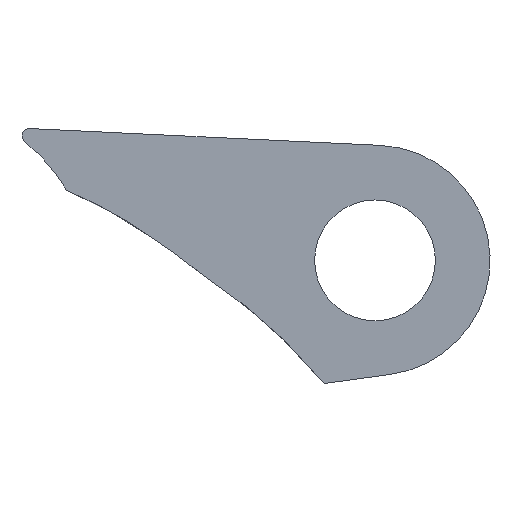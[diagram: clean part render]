
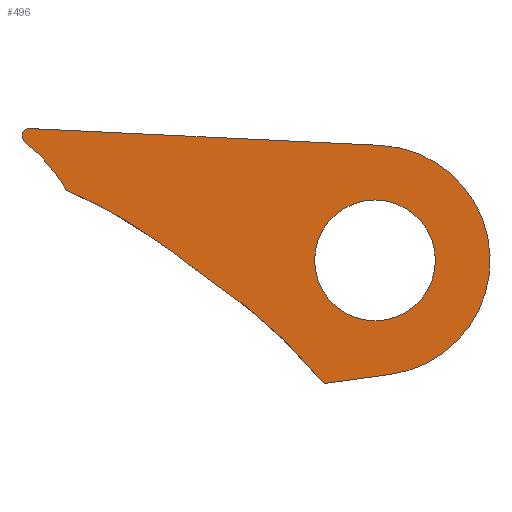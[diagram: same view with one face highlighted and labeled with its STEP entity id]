
A CAD part, left-side view. The second image highlights one B-rep face of the part: STEP entity #496.
In plain terms, the highlighted planar face has unit normal (-1, 0, 0).
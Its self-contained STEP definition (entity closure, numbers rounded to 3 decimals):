
#57=CARTESIAN_POINT('Axis2P3D Location',(10.299,-33.956,0.)) ;
#61=CARTESIAN_POINT('Vertex',(10.299,-38.156,0.)) ;
#63=CARTESIAN_POINT('Vertex',(10.299,-33.956,4.2)) ;
#97=CARTESIAN_POINT('Axis2P3D Location',(10.299,-33.956,0.)) ;
#101=CARTESIAN_POINT('Vertex',(10.299,-29.756,0.)) ;
#128=CARTESIAN_POINT('Axis2P3D Location',(10.299,-33.956,0.)) ;
#132=CARTESIAN_POINT('Vertex',(10.299,-41.948,0.349)) ;
#134=CARTESIAN_POINT('Vertex',(10.299,-35.035,-7.927)) ;
#168=CARTESIAN_POINT('Axis2P3D Location',(10.299,-33.956,0.)) ;
#172=CARTESIAN_POINT('Vertex',(10.299,-34.34,7.991)) ;
#199=CARTESIAN_POINT('Axis2P3D Location',(10.299,-33.956,0.)) ;
#203=CARTESIAN_POINT('Vertex',(10.299,-33.956,-4.2)) ;
#235=CARTESIAN_POINT('Axis2P3D Location',(10.299,-33.956,0.)) ;
#259=CARTESIAN_POINT('Vertex',(10.299,-19.962,0.553)) ;
#275=CARTESIAN_POINT('Vertex',(10.299,-21.737,-0.834)) ;
#279=CARTESIAN_POINT('Control Point',(10.299,-21.737,-0.834)) ;
#280=CARTESIAN_POINT('Control Point',(10.299,-21.158,-0.355)) ;
#281=CARTESIAN_POINT('Control Point',(10.299,-20.566,0.107)) ;
#282=CARTESIAN_POINT('Control Point',(10.299,-19.962,0.553)) ;
#303=CARTESIAN_POINT('Line Origine',(10.299,-32.728,-8.241)) ;
#307=CARTESIAN_POINT('Vertex',(10.299,-30.42,-8.555)) ;
#338=CARTESIAN_POINT('Control Point',(10.299,-30.42,-8.555)) ;
#339=CARTESIAN_POINT('Control Point',(10.299,-28.651,-6.404)) ;
#340=CARTESIAN_POINT('Control Point',(10.299,-26.552,-4.337)) ;
#341=CARTESIAN_POINT('Control Point',(10.299,-24.209,-2.454)) ;
#342=CARTESIAN_POINT('Control Point',(10.299,-21.737,-0.834)) ;
#360=CARTESIAN_POINT('Control Point',(10.299,-19.962,0.553)) ;
#361=CARTESIAN_POINT('Control Point',(10.299,-17.611,2.288)) ;
#362=CARTESIAN_POINT('Control Point',(10.299,-15.072,3.765)) ;
#363=CARTESIAN_POINT('Control Point',(10.299,-12.532,4.877)) ;
#364=CARTESIAN_POINT('Vertex',(10.299,-12.531,4.877)) ;
#399=CARTESIAN_POINT('Vertex',(10.299,-9.948,9.162)) ;
#402=CARTESIAN_POINT('Line Origine',(10.299,-22.144,8.576)) ;
#458=CARTESIAN_POINT('Axis2P3D Location',(10.299,3.044,0.)) ;
#464=CARTESIAN_POINT('Control Point',(10.299,-9.608,8.275)) ;
#465=CARTESIAN_POINT('Control Point',(10.299,-9.414,8.434)) ;
#466=CARTESIAN_POINT('Control Point',(10.299,-9.316,8.714)) ;
#467=CARTESIAN_POINT('Control Point',(10.299,-9.437,9.031)) ;
#468=CARTESIAN_POINT('Control Point',(10.299,-9.698,9.174)) ;
#469=CARTESIAN_POINT('Control Point',(10.299,-9.948,9.162)) ;
#470=CARTESIAN_POINT('Vertex',(10.299,-9.608,8.275)) ;
#474=CARTESIAN_POINT('Control Point',(10.299,-9.608,8.275)) ;
#475=CARTESIAN_POINT('Control Point',(10.299,-10.771,7.325)) ;
#476=CARTESIAN_POINT('Control Point',(10.299,-11.766,6.169)) ;
#477=CARTESIAN_POINT('Control Point',(10.299,-12.532,4.877)) ;
#58=DIRECTION('Axis2P3D Direction',(1.,0.,0.)) ;
#98=DIRECTION('Axis2P3D Direction',(1.,0.,0.)) ;
#129=DIRECTION('Axis2P3D Direction',(1.,0.,0.)) ;
#169=DIRECTION('Axis2P3D Direction',(1.,0.,0.)) ;
#200=DIRECTION('Axis2P3D Direction',(1.,0.,0.)) ;
#236=DIRECTION('Axis2P3D Direction',(1.,0.,0.)) ;
#304=DIRECTION('Vector Direction',(0.,0.991,-0.135)) ;
#403=DIRECTION('Vector Direction',(0.,0.999,0.048)) ;
#459=DIRECTION('Axis2P3D Direction',(1.,0.,0.)) ;
#460=DIRECTION('Axis2P3D XDirection',(0.,-1.,0.)) ;
#59=AXIS2_PLACEMENT_3D('Circle Axis2P3D',#57,#58,$) ;
#99=AXIS2_PLACEMENT_3D('Circle Axis2P3D',#97,#98,$) ;
#130=AXIS2_PLACEMENT_3D('Circle Axis2P3D',#128,#129,$) ;
#170=AXIS2_PLACEMENT_3D('Circle Axis2P3D',#168,#169,$) ;
#201=AXIS2_PLACEMENT_3D('Circle Axis2P3D',#199,#200,$) ;
#237=AXIS2_PLACEMENT_3D('Circle Axis2P3D',#235,#236,$) ;
#461=AXIS2_PLACEMENT_3D('Plane Axis2P3D',#458,#459,#460) ;
#480=ORIENTED_EDGE('',*,*,#472,.F.) ;
#481=ORIENTED_EDGE('',*,*,#478,.F.) ;
#482=ORIENTED_EDGE('',*,*,#366,.F.) ;
#483=ORIENTED_EDGE('',*,*,#283,.F.) ;
#484=ORIENTED_EDGE('',*,*,#343,.F.) ;
#485=ORIENTED_EDGE('',*,*,#309,.F.) ;
#486=ORIENTED_EDGE('',*,*,#136,.F.) ;
#487=ORIENTED_EDGE('',*,*,#174,.F.) ;
#488=ORIENTED_EDGE('',*,*,#406,.T.) ;
#491=ORIENTED_EDGE('',*,*,#103,.F.) ;
#492=ORIENTED_EDGE('',*,*,#65,.F.) ;
#493=ORIENTED_EDGE('',*,*,#205,.F.) ;
#494=ORIENTED_EDGE('',*,*,#239,.T.) ;
#495=FACE_BOUND('',#490,.T.) ;
#305=VECTOR('Line Direction',#304,1.) ;
#404=VECTOR('Line Direction',#403,1.) ;
#496=ADVANCED_FACE('Corps principal',(#489,#495),#462,.F.) ;
#278=B_SPLINE_CURVE_WITH_KNOTS('',3,(#279,#280,#281,#282),.UNSPECIFIED.,.F.,.U.,(4,4),(19.474,22.661),.UNSPECIFIED.) ;
#337=B_SPLINE_CURVE_WITH_KNOTS('',4,(#338,#339,#340,#341,#342),.UNSPECIFIED.,.F.,.U.,(5,5),(110.487,124.053),.UNSPECIFIED.) ;
#359=B_SPLINE_CURVE_WITH_KNOTS('',3,(#360,#361,#362,#363),.UNSPECIFIED.,.F.,.U.,(4,4),(121.474,131.496),.UNSPECIFIED.) ;
#463=B_SPLINE_CURVE_WITH_KNOTS('',5,(#464,#465,#466,#467,#468,#469),.UNSPECIFIED.,.F.,.U.,(6,6),(1.128,2.38),.UNSPECIFIED.) ;
#473=B_SPLINE_CURVE_WITH_KNOTS('',3,(#474,#475,#476,#477),.UNSPECIFIED.,.F.,.U.,(4,4),(2.89,10.694),.UNSPECIFIED.) ;
#60=CIRCLE('generated circle',#59,4.2) ;
#100=CIRCLE('generated circle',#99,4.2) ;
#131=CIRCLE('generated circle',#130,8.) ;
#171=CIRCLE('generated circle',#170,8.) ;
#202=CIRCLE('generated circle',#201,4.2) ;
#238=CIRCLE('generated circle',#237,4.2) ;
#65=EDGE_CURVE('',#62,#64,#60,.F.) ;
#103=EDGE_CURVE('',#64,#102,#100,.F.) ;
#136=EDGE_CURVE('',#133,#135,#131,.T.) ;
#174=EDGE_CURVE('',#173,#133,#171,.T.) ;
#205=EDGE_CURVE('',#204,#62,#202,.F.) ;
#239=EDGE_CURVE('',#204,#102,#238,.T.) ;
#283=EDGE_CURVE('',#276,#260,#278,.T.) ;
#309=EDGE_CURVE('',#135,#308,#306,.T.) ;
#343=EDGE_CURVE('',#308,#276,#337,.T.) ;
#366=EDGE_CURVE('',#260,#365,#359,.T.) ;
#406=EDGE_CURVE('',#173,#400,#405,.T.) ;
#472=EDGE_CURVE('',#471,#400,#463,.T.) ;
#478=EDGE_CURVE('',#365,#471,#473,.F.) ;
#479=EDGE_LOOP('',(#480,#481,#482,#483,#484,#485,#486,#487,#488)) ;
#490=EDGE_LOOP('',(#491,#492,#493,#494)) ;
#489=FACE_OUTER_BOUND('',#479,.T.) ;
#306=LINE('Line',#303,#305) ;
#405=LINE('Line',#402,#404) ;
#462=PLANE('Plane',#461) ;
#62=VERTEX_POINT('',#61) ;
#64=VERTEX_POINT('',#63) ;
#102=VERTEX_POINT('',#101) ;
#133=VERTEX_POINT('',#132) ;
#135=VERTEX_POINT('',#134) ;
#173=VERTEX_POINT('',#172) ;
#204=VERTEX_POINT('',#203) ;
#260=VERTEX_POINT('',#259) ;
#276=VERTEX_POINT('',#275) ;
#308=VERTEX_POINT('',#307) ;
#365=VERTEX_POINT('',#364) ;
#400=VERTEX_POINT('',#399) ;
#471=VERTEX_POINT('',#470) ;
